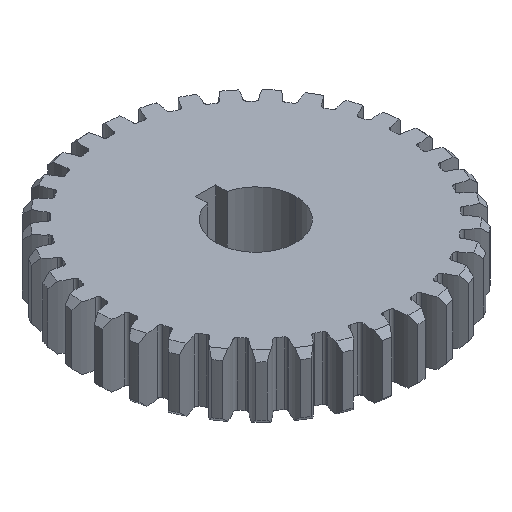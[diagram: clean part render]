
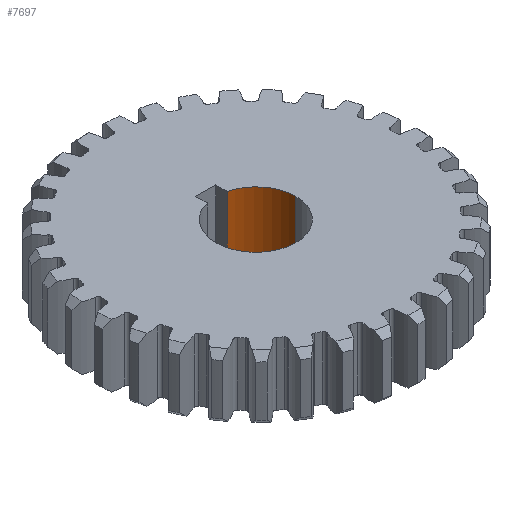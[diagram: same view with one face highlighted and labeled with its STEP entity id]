
A CAD part, isometric view. The second image highlights one B-rep face of the part: STEP entity #7697.
In plain terms, the highlighted cylindrical face has radius 25.4 mm (diameter 50.8 mm), a partial arc.
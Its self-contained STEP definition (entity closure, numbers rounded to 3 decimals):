
#39 = DIRECTION ( 'NONE',  ( 1., 0., 0. ) ) ;
#174 = EDGE_CURVE ( 'NONE', #6468, #10161, #4855, .T. ) ;
#214 = VERTEX_POINT ( 'NONE', #992 ) ;
#232 = CARTESIAN_POINT ( 'NONE',  ( 6.35, 24.593, 20. ) ) ;
#347 = DIRECTION ( 'NONE',  ( 0., 0., -1. ) ) ;
#415 = VERTEX_POINT ( 'NONE', #4543 ) ;
#441 = DIRECTION ( 'NONE',  ( 0., 0., -1. ) ) ;
#992 = CARTESIAN_POINT ( 'NONE',  ( 25.4, 0., 20. ) ) ;
#1589 = ORIENTED_EDGE ( 'NONE', *, *, #5609, .F. ) ;
#1751 = LINE ( 'NONE', #10067, #9730 ) ;
#2391 = EDGE_LOOP ( 'NONE', ( #6572, #6820, #3408, #1589 ) ) ;
#2738 = VECTOR ( 'NONE', #8046, 1000. ) ;
#3077 = AXIS2_PLACEMENT_3D ( 'NONE', #3576, #347, #6731 ) ;
#3204 = AXIS2_PLACEMENT_3D ( 'NONE', #6415, #10290, #39 ) ;
#3408 = ORIENTED_EDGE ( 'NONE', *, *, #174, .T. ) ;
#3576 = CARTESIAN_POINT ( 'NONE',  ( 0., 0., 20. ) ) ;
#4026 = CARTESIAN_POINT ( 'NONE',  ( 6.35, 24.593, 20. ) ) ;
#4543 = CARTESIAN_POINT ( 'NONE',  ( 25.4, 0., -20. ) ) ;
#4855 = LINE ( 'NONE', #4026, #2738 ) ;
#5005 = CARTESIAN_POINT ( 'NONE',  ( 6.35, 24.593, -20. ) ) ;
#5095 = DIRECTION ( 'NONE',  ( 1., 0., 0. ) ) ;
#5188 = EDGE_CURVE ( 'NONE', #214, #6468, #8645, .T. ) ;
#5208 = FACE_OUTER_BOUND ( 'NONE', #2391, .T. ) ;
#5609 = EDGE_CURVE ( 'NONE', #415, #10161, #9628, .T. ) ;
#5809 = DIRECTION ( 'NONE',  ( 0., 0., 1. ) ) ;
#6415 = CARTESIAN_POINT ( 'NONE',  ( 0., 0., -20. ) ) ;
#6468 = VERTEX_POINT ( 'NONE', #232 ) ;
#6572 = ORIENTED_EDGE ( 'NONE', *, *, #6697, .F. ) ;
#6697 = EDGE_CURVE ( 'NONE', #214, #415, #1751, .T. ) ;
#6731 = DIRECTION ( 'NONE',  ( -1., 0., 0. ) ) ;
#6820 = ORIENTED_EDGE ( 'NONE', *, *, #5188, .T. ) ;
#7697 = ADVANCED_FACE ( 'NONE', ( #5208 ), #10327, .F. ) ;
#8046 = DIRECTION ( 'NONE',  ( 0., 0., -1. ) ) ;
#8645 = CIRCLE ( 'NONE', #9300, 25.4 ) ;
#8966 = CARTESIAN_POINT ( 'NONE',  ( 0., 0., 20. ) ) ;
#9300 = AXIS2_PLACEMENT_3D ( 'NONE', #8966, #5809, #5095 ) ;
#9628 = CIRCLE ( 'NONE', #3204, 25.4 ) ;
#9730 = VECTOR ( 'NONE', #441, 1000. ) ;
#10067 = CARTESIAN_POINT ( 'NONE',  ( 25.4, 0., 20. ) ) ;
#10161 = VERTEX_POINT ( 'NONE', #5005 ) ;
#10290 = DIRECTION ( 'NONE',  ( 0., 0., 1. ) ) ;
#10327 = CYLINDRICAL_SURFACE ( 'NONE', #3077, 25.4 ) ;
